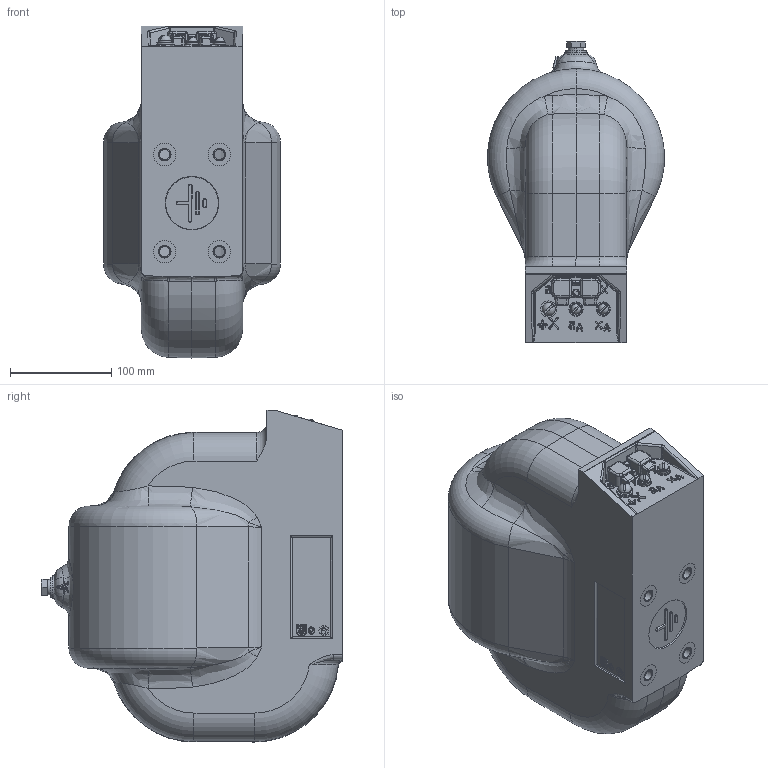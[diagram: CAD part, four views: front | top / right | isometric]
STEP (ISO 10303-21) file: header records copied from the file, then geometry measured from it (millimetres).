
FILE_DESCRIPTION (( 'STEP AP203' ), '1' );
FILE_NAME ('峭嗡.06.STEP', '2013-03-13T04:55:15', ( '' ), ( '' ), 'SwSTEP 2.0', 'SolidWorks 2010', '' );
FILE_SCHEMA (( 'CONFIG_CONTROL_DESIGN' ));
Length unit declared in the file: millimetre
Products named in the file (1): е恂.06
Bounding box: 174.8 x 297.9 x 328 mm (x, y, z)
Surface area: 258250.1 mm2 (no closed solid volume)
Topology: 0 solids, 37 shells, 487 faces, 1589 edges, 1114 vertices
Faces by surface type: plane 170, cylinder 103, bspline 102, cone 75, torus 23, sphere 14
Entity records: 22152 total; most frequent: CARTESIAN_POINT 9120, DIRECTION 2578, ORIENTED_EDGE 2546, EDGE_CURVE 1581, VERTEX_POINT 1114, AXIS2_PLACEMENT_3D 944, LINE 690, VECTOR 690
